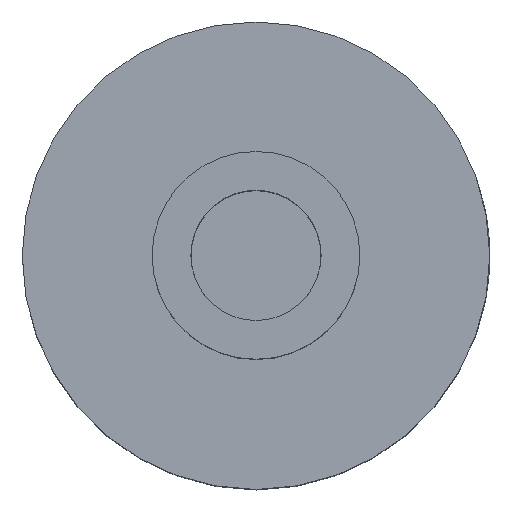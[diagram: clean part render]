
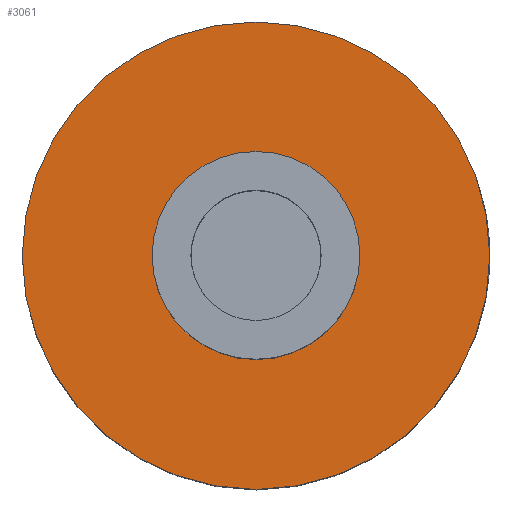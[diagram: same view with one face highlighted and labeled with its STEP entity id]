
A CAD part, top view. The second image highlights one B-rep face of the part: STEP entity #3061.
In plain terms, the highlighted planar face has unit normal (0, 0, 1).
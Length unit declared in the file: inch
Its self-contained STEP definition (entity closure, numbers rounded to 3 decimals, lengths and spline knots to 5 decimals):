
#240 = AXIS2_PLACEMENT_3D ( 'NONE', #1869, #1870, #1871 ) ;
#243 = CIRCLE ( 'NONE', #240, 0.5 ) ;
#287 = AXIS2_PLACEMENT_3D ( 'NONE', #1758, #1759, #1760 ) ;
#292 = CIRCLE ( 'NONE', #287, 1.125 ) ;
#300 = AXIS2_PLACEMENT_3D ( 'NONE', #1695, #1696, #1697 ) ;
#303 = AXIS2_PLACEMENT_3D ( 'NONE', #1692, #1693, #1694 ) ;
#307 = CIRCLE ( 'NONE', #300, 0.5 ) ;
#309 = CIRCLE ( 'NONE', #303, 1.125 ) ;
#470 = AXIS2_PLACEMENT_3D ( 'NONE', #5672, #5673, #5674 ) ;
#625 = ORIENTED_EDGE ( 'NONE', *, *, #5868, .F. ) ;
#696 = ORIENTED_EDGE ( 'NONE', *, *, #5830, .F. ) ;
#716 = CARTESIAN_POINT ( 'NONE',  ( -1.125, 0., 1.5 ) ) ;
#717 = CARTESIAN_POINT ( 'NONE',  ( 1.125, 0., 1.5 ) ) ;
#825 = ORIENTED_EDGE ( 'NONE', *, *, #5837, .T. ) ;
#937 = ORIENTED_EDGE ( 'NONE', *, *, #5829, .T. ) ;
#1692 = CARTESIAN_POINT ( 'NONE',  ( 0., 0., 1.5 ) ) ;
#1693 = DIRECTION ( 'NONE',  ( 0., 0., 1. ) ) ;
#1694 = DIRECTION ( 'NONE',  ( 1., 0., 0. ) ) ;
#1695 = CARTESIAN_POINT ( 'NONE',  ( 0., 0., 1.5 ) ) ;
#1696 = DIRECTION ( 'NONE',  ( 0., 0., 1. ) ) ;
#1697 = DIRECTION ( 'NONE',  ( -1., 0., 0. ) ) ;
#1758 = CARTESIAN_POINT ( 'NONE',  ( 0., 0., 1.5 ) ) ;
#1759 = DIRECTION ( 'NONE',  ( 0., 0., 1. ) ) ;
#1760 = DIRECTION ( 'NONE',  ( 1., 0., 0. ) ) ;
#1869 = CARTESIAN_POINT ( 'NONE',  ( 0., 0., 1.5 ) ) ;
#1870 = DIRECTION ( 'NONE',  ( 0., 0., 1. ) ) ;
#1871 = DIRECTION ( 'NONE',  ( -1., 0., 0. ) ) ;
#2488 = VERTEX_POINT ( 'NONE', #716 ) ;
#2489 = VERTEX_POINT ( 'NONE', #717 ) ;
#2670 = EDGE_LOOP ( 'NONE', ( #625, #696 ) ) ;
#2700 = EDGE_LOOP ( 'NONE', ( #825, #937 ) ) ;
#3061 = ADVANCED_FACE ( 'NONE', ( #5659, #5642 ), #5661, .F. ) ;
#3098 = VERTEX_POINT ( 'NONE', #3947 ) ;
#3100 = VERTEX_POINT ( 'NONE', #3940 ) ;
#3940 = CARTESIAN_POINT ( 'NONE',  ( 0.5, 0., 1.5 ) ) ;
#3947 = CARTESIAN_POINT ( 'NONE',  ( -0.5, 0., 1.5 ) ) ;
#5642 = FACE_OUTER_BOUND ( 'NONE', #2700, .T. ) ;
#5659 = FACE_BOUND ( 'NONE', #2670, .T. ) ;
#5661 = PLANE ( 'NONE',  #470 ) ;
#5672 = CARTESIAN_POINT ( 'NONE',  ( -1.1475, -1.1475, 1.5 ) ) ;
#5673 = DIRECTION ( 'NONE',  ( 0., 0., -1. ) ) ;
#5674 = DIRECTION ( 'NONE',  ( 0., 1., 0. ) ) ;
#5829 = EDGE_CURVE ( 'NONE', #2488, #2489, #309, .T. ) ;
#5830 = EDGE_CURVE ( 'NONE', #3098, #3100, #307, .T. ) ;
#5837 = EDGE_CURVE ( 'NONE', #2489, #2488, #292, .T. ) ;
#5868 = EDGE_CURVE ( 'NONE', #3100, #3098, #243, .T. ) ;
